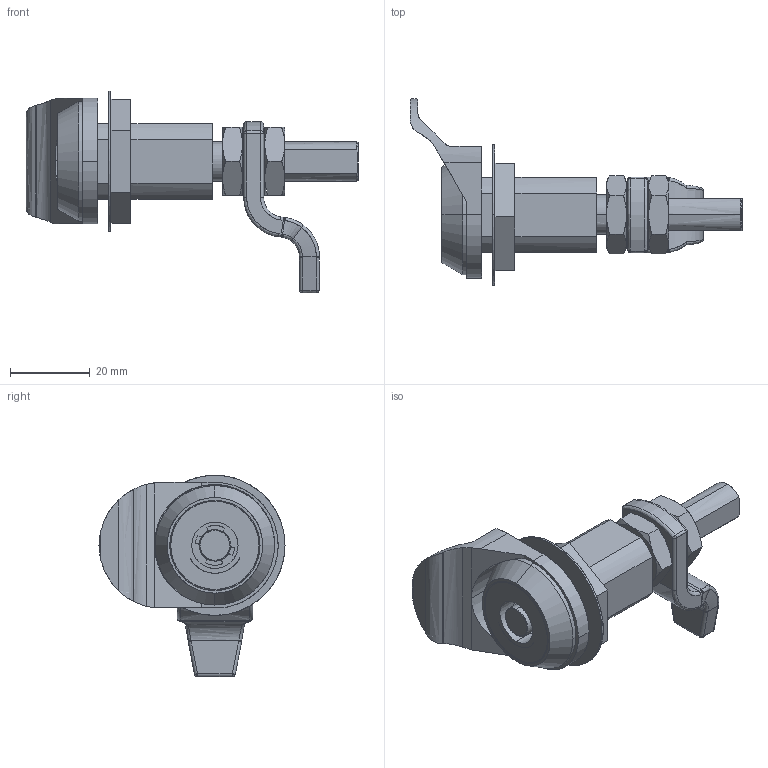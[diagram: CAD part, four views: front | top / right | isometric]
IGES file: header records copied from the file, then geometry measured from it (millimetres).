
Start section: SolidWorks IGES file using analytic representation for surfaces
Global section: file name: ｹﾙﾅﾁ ﾈｭｸ饅C32 KC-135.IGS,; native system: SolidWorks 2011; preprocessor: SolidWorks 2011; author: KJR27; date: 130121.173208; units: millimetre
Bounding box: 83.36 x 46.7 x 50.6 mm (x, y, z)
Surface area: 23199.3 mm2 (no closed solid volume)
Topology: 0 solids, 0 shells, 338 faces, 4829 edges, 4823 vertices
Faces by surface type: bspline 173, revolution 165
